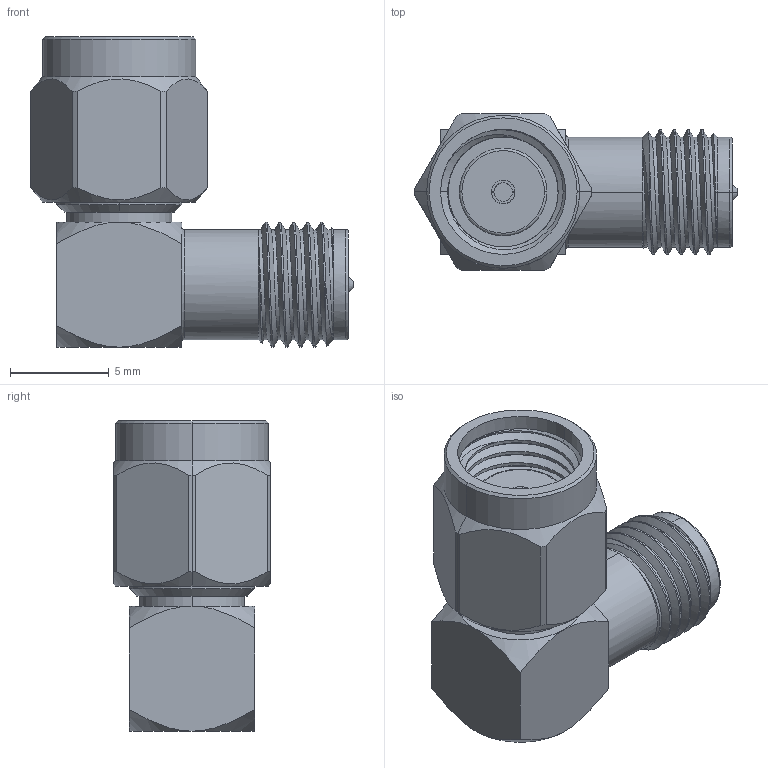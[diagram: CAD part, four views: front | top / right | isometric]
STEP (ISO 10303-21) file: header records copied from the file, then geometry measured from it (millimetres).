
FILE_DESCRIPTION (( 'STEP AP203' ), '1' );
FILE_NAME ('SM4998.step', '2018-07-25T20:00:46', ( '' ), ( '' ), 'SwSTEP 2.0', 'SolidWorks 2017', '' );
FILE_SCHEMA (( 'CONFIG_CONTROL_DESIGN' ));
Length unit declared in the file: inch
Products named in the file (1): SM4998
Bounding box: 16.38 x 7.94 x 15.75 mm (x, y, z)
Volume: 794.5 mm3; surface area: 935 mm2
Topology: 1 solids, 2 shells, 125 faces, 301 edges, 189 vertices
Faces by surface type: cylinder 53, plane 31, cone 29, torus 6, bspline 6
Entity records: 5811 total; most frequent: CARTESIAN_POINT 3009, ORIENTED_EDGE 602, DIRECTION 542, EDGE_CURVE 301, AXIS2_PLACEMENT_3D 223, VERTEX_POINT 189, EDGE_LOOP 134, FACE_OUTER_BOUND 125
